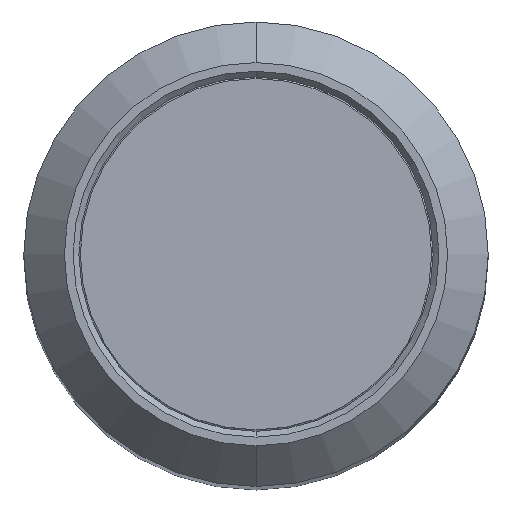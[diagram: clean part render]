
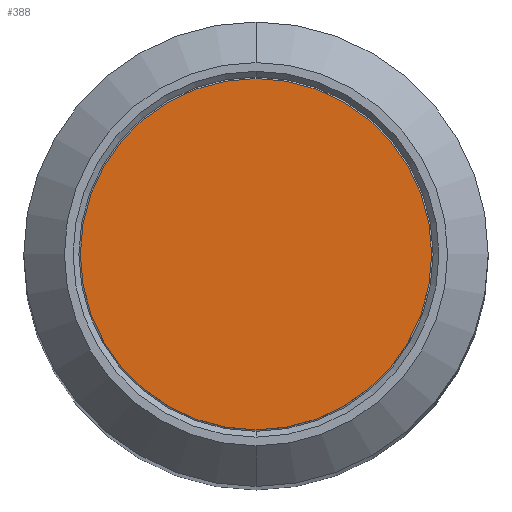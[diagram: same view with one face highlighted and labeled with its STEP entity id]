
A CAD part, top view. The second image highlights one B-rep face of the part: STEP entity #388.
In plain terms, the highlighted face is planar.
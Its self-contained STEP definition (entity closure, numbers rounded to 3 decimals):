
#199=CARTESIAN_POINT('',(0.,0.,0.));
#200=DIRECTION('',(0.,0.,1.));
#201=DIRECTION('',(-1.,0.,0.));
#202=AXIS2_PLACEMENT_3D('',#199,#200,#201);
#207=CARTESIAN_POINT('',(0.,0.,0.));
#208=DIRECTION('',(0.,0.,1.));
#209=DIRECTION('',(1.,0.,0.));
#210=AXIS2_PLACEMENT_3D('',#207,#208,#209);
#229=CARTESIAN_POINT('',(3.025,0.,0.));
#230=VERTEX_POINT('',#229);
#231=CARTESIAN_POINT('',(-3.025,0.,0.));
#232=VERTEX_POINT('',#231);
#379=CARTESIAN_POINT('',(0.,0.,0.));
#380=DIRECTION('',(0.,0.,1.));
#381=DIRECTION('',(-1.,0.,0.));
#382=AXIS2_PLACEMENT_3D('',#379,#380,#381);
#383=PLANE('',#382);
#384=ORIENTED_EDGE('',*,*,#372,.T.);
#385=ORIENTED_EDGE('',*,*,#344,.T.);
#386=EDGE_LOOP('',(#384,#385));
#387=FACE_OUTER_BOUND('',#386,.F.);
#388=ADVANCED_FACE('',(#387),#383,.F.);
#203=CIRCLE('',#202,3.025);
#211=CIRCLE('',#210,3.025);
#344=EDGE_CURVE('',#230,#232,#211,.T.);
#372=EDGE_CURVE('',#232,#230,#203,.T.);
